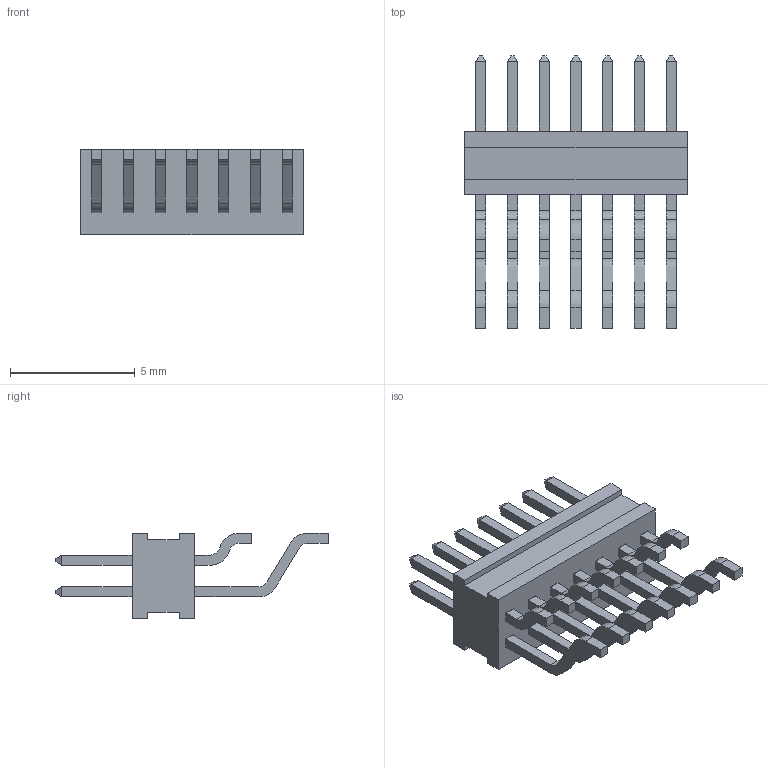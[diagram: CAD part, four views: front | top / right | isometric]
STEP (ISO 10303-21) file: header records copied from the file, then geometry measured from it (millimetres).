
FILE_DESCRIPTION( ( 'STEP AP214' ), ' ' );
FILE_NAME( 'FTSH-107-01-L-DH.stp', '2018-07-01T04:26:52', ( '' ), ( '' ), ' ', 'PARTsolutions', ' ' );
FILE_SCHEMA( ( 'AUTOMOTIVE_DESIGN { 1 0 10303 214 1 1 1 1 }' ) );
Length unit declared in the file: inch
Products named in the file (4): FTSH-107-01-L-DH; _FTSH-107-01-L-DH_body; _FTSH-107-01-L-DH_pins1; _FTSH-107-01-L-DH_pins2
Assembly tree (3 placements, depth 2):
  FTSH-107-01-L-DH
    _FTSH-107-01-L-DH_body
    _FTSH-107-01-L-DH_pins1
    _FTSH-107-01-L-DH_pins2
Bounding box: 8.89 x 10.9 x 3.43 mm (x, y, z)
Volume: 89.9 mm3; surface area: 416.3 mm2
Topology: 3 solids, 3 shells, 366 faces, 1024 edges, 664 vertices
Faces by surface type: plane 310, cylinder 56
Entity records: 14606 total; most frequent: CARTESIAN_POINT 2058, ORIENTED_EDGE 2048, DIRECTION 1876, EDGE_CURVE 1024, LINE 912, VECTOR 912, VERTEX_POINT 664, AXIS2_PLACEMENT_3D 482
